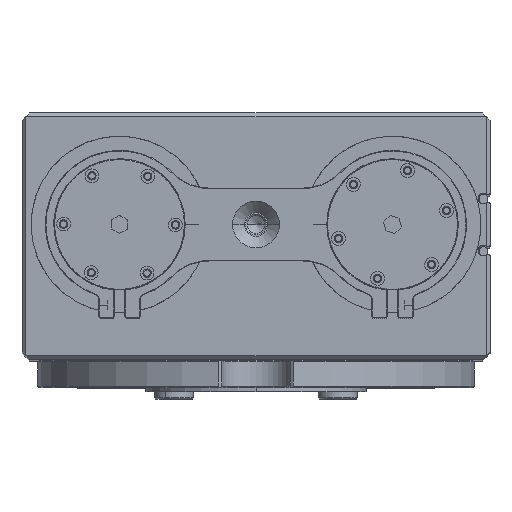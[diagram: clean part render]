
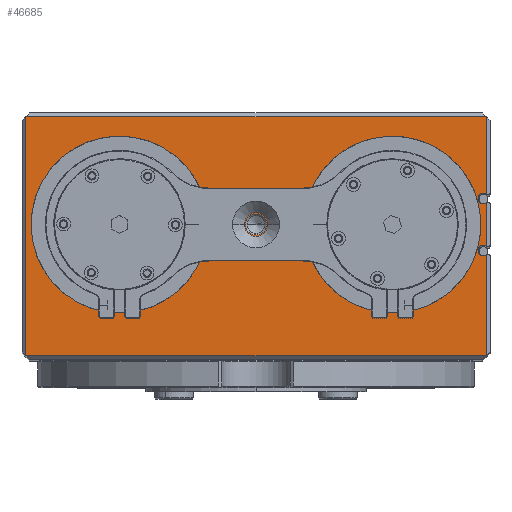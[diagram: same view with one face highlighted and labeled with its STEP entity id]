
A CAD part, top view. The second image highlights one B-rep face of the part: STEP entity #46685.
In plain terms, the highlighted planar face has unit normal (0, 0, 1).
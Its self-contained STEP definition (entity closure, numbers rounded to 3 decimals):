
#7 = ORIENTED_EDGE ( 'NONE', *, *, #7124, .T. ) ;
#24 = CARTESIAN_POINT ( 'NONE',  ( 88.5, 46., 166. ) ) ;
#153 = DIRECTION ( 'NONE',  ( 1., 0., 0. ) ) ;
#229 = CIRCLE ( 'NONE', #23765, 34. ) ;
#727 = LINE ( 'NONE', #40412, #18462 ) ;
#1434 = ORIENTED_EDGE ( 'NONE', *, *, #40965, .F. ) ;
#1986 = EDGE_CURVE ( 'NONE', #46905, #8024, #17045, .T. ) ;
#2188 = CIRCLE ( 'NONE', #32752, 4.025 ) ;
#3092 = CARTESIAN_POINT ( 'NONE',  ( -52.5, 4.5, 166. ) ) ;
#3326 = CARTESIAN_POINT ( 'NONE',  ( 88.5, -3.653, 166. ) ) ;
#3520 = CARTESIAN_POINT ( 'NONE',  ( 88.5, -7.347, 166. ) ) ;
#3923 = VECTOR ( 'NONE', #44980, 1000. ) ;
#4485 = CARTESIAN_POINT ( 'NONE',  ( -88.5, 0., 166. ) ) ;
#4490 = VERTEX_POINT ( 'NONE', #62193 ) ;
#4892 = FACE_BOUND ( 'NONE', #30657, .T. ) ;
#4935 = LINE ( 'NONE', #59164, #30537 ) ;
#5888 = CARTESIAN_POINT ( 'NONE',  ( 0., 4.5, 166. ) ) ;
#6952 = ORIENTED_EDGE ( 'NONE', *, *, #50507, .T. ) ;
#7124 = EDGE_CURVE ( 'NONE', #52911, #51013, #60831, .T. ) ;
#7421 = VERTEX_POINT ( 'NONE', #3520 ) ;
#7457 = AXIS2_PLACEMENT_3D ( 'NONE', #38747, #9259, #9046 ) ;
#7931 = ORIENTED_EDGE ( 'NONE', *, *, #32484, .T. ) ;
#8024 = VERTEX_POINT ( 'NONE', #43665 ) ;
#8072 = EDGE_LOOP ( 'NONE', ( #27740, #40287, #7, #30732, #23048, #7931, #6952, #20659 ) ) ;
#9046 = DIRECTION ( 'NONE',  ( -1., 0., 0. ) ) ;
#9259 = DIRECTION ( 'NONE',  ( 0., 0., 1. ) ) ;
#9842 = DIRECTION ( 'NONE',  ( 0., 1., 0. ) ) ;
#10957 = VERTEX_POINT ( 'NONE', #13670 ) ;
#11080 = CIRCLE ( 'NONE', #19487, 2.1 ) ;
#11204 = DIRECTION ( 'NONE',  ( 0., 0., 1. ) ) ;
#11260 = ORIENTED_EDGE ( 'NONE', *, *, #52210, .F. ) ;
#12026 = VERTEX_POINT ( 'NONE', #3326 ) ;
#12061 = CARTESIAN_POINT ( 'NONE',  ( 88.5, 16.347, 166. ) ) ;
#12761 = EDGE_CURVE ( 'NONE', #52296, #55920, #2188, .T. ) ;
#13381 = FACE_OUTER_BOUND ( 'NONE', #8072, .T. ) ;
#13433 = VERTEX_POINT ( 'NONE', #17371 ) ;
#13670 = CARTESIAN_POINT ( 'NONE',  ( 86.5, 4.5, 166. ) ) ;
#14077 = EDGE_CURVE ( 'NONE', #10957, #59267, #32264, .T. ) ;
#16176 = CARTESIAN_POINT ( 'NONE',  ( 87.5, 14.5, 166. ) ) ;
#16331 = CIRCLE ( 'NONE', #18468, 34. ) ;
#16409 = CARTESIAN_POINT ( 'NONE',  ( -18.5, 4.5, 166. ) ) ;
#16509 = DIRECTION ( 'NONE',  ( 0., 0., 1. ) ) ;
#17045 = LINE ( 'NONE', #4485, #3923 ) ;
#17371 = CARTESIAN_POINT ( 'NONE',  ( 88.5, 12.653, 166. ) ) ;
#18058 = CARTESIAN_POINT ( 'NONE',  ( 18.5, 4.5, 166. ) ) ;
#18462 = VECTOR ( 'NONE', #9842, 1000. ) ;
#18468 = AXIS2_PLACEMENT_3D ( 'NONE', #29993, #34991, #50131 ) ;
#18747 = DIRECTION ( 'NONE',  ( -1., 0., 0. ) ) ;
#19109 = AXIS2_PLACEMENT_3D ( 'NONE', #38482, #37814, #18747 ) ;
#19487 = AXIS2_PLACEMENT_3D ( 'NONE', #16176, #11204, #26144 ) ;
#20316 = EDGE_CURVE ( 'NONE', #29220, #4490, #16331, .T. ) ;
#20659 = ORIENTED_EDGE ( 'NONE', *, *, #36362, .F. ) ;
#21035 = DIRECTION ( 'NONE',  ( 1., 0., 0. ) ) ;
#22567 = CARTESIAN_POINT ( 'NONE',  ( 0., 46., 166. ) ) ;
#23048 = ORIENTED_EDGE ( 'NONE', *, *, #1986, .T. ) ;
#23480 = AXIS2_PLACEMENT_3D ( 'NONE', #5888, #16509, #21035 ) ;
#23496 = LINE ( 'NONE', #59940, #63709 ) ;
#23765 = AXIS2_PLACEMENT_3D ( 'NONE', #24927, #39722, #55018 ) ;
#24731 = DIRECTION ( 'NONE',  ( 0., 1., 0. ) ) ;
#24927 = CARTESIAN_POINT ( 'NONE',  ( 52.5, 4.5, 166. ) ) ;
#25569 = CARTESIAN_POINT ( 'NONE',  ( 4.025, 4.5, 166. ) ) ;
#25630 = LINE ( 'NONE', #22567, #57396 ) ;
#26027 = CARTESIAN_POINT ( 'NONE',  ( -88.5, 46., 166. ) ) ;
#26144 = DIRECTION ( 'NONE',  ( 1., 0., 0. ) ) ;
#27740 = ORIENTED_EDGE ( 'NONE', *, *, #55518, .T. ) ;
#29220 = VERTEX_POINT ( 'NONE', #16409 ) ;
#29428 = CIRCLE ( 'NONE', #63934, 34. ) ;
#29609 = DIRECTION ( 'NONE',  ( 0., 0., 1. ) ) ;
#29716 = VERTEX_POINT ( 'NONE', #41482 ) ;
#29993 = CARTESIAN_POINT ( 'NONE',  ( -52.5, 4.5, 166. ) ) ;
#30479 = CARTESIAN_POINT ( 'NONE',  ( 0., 4.5, 166. ) ) ;
#30537 = VECTOR ( 'NONE', #24731, 1000. ) ;
#30657 = EDGE_LOOP ( 'NONE', ( #61060, #45360 ) ) ;
#30681 = CARTESIAN_POINT ( 'NONE',  ( 87.5, -5.5, 166. ) ) ;
#30732 = ORIENTED_EDGE ( 'NONE', *, *, #54533, .T. ) ;
#31238 = FACE_BOUND ( 'NONE', #58574, .T. ) ;
#32264 = CIRCLE ( 'NONE', #7457, 34. ) ;
#32273 = EDGE_LOOP ( 'NONE', ( #39958, #1434 ) ) ;
#32484 = EDGE_CURVE ( 'NONE', #8024, #29716, #23496, .T. ) ;
#32752 = AXIS2_PLACEMENT_3D ( 'NONE', #30479, #29609, #153 ) ;
#33219 = DIRECTION ( 'NONE',  ( -1., 0., 0. ) ) ;
#34336 = CARTESIAN_POINT ( 'NONE',  ( 88.5, 0., 166. ) ) ;
#34991 = DIRECTION ( 'NONE',  ( 0., 0., 1. ) ) ;
#36362 = EDGE_CURVE ( 'NONE', #12026, #7421, #51294, .T. ) ;
#37351 = EDGE_CURVE ( 'NONE', #4490, #29220, #29428, .T. ) ;
#37814 = DIRECTION ( 'NONE',  ( 0., 0., -1. ) ) ;
#38482 = CARTESIAN_POINT ( 'NONE',  ( 0., 0., 166. ) ) ;
#38747 = CARTESIAN_POINT ( 'NONE',  ( 52.5, 4.5, 166. ) ) ;
#39722 = DIRECTION ( 'NONE',  ( 0., 0., 1. ) ) ;
#39745 = DIRECTION ( 'NONE',  ( 0., 1., 0. ) ) ;
#39958 = ORIENTED_EDGE ( 'NONE', *, *, #12761, .F. ) ;
#40287 = ORIENTED_EDGE ( 'NONE', *, *, #46439, .F. ) ;
#40412 = CARTESIAN_POINT ( 'NONE',  ( 88.5, 0., 166. ) ) ;
#40965 = EDGE_CURVE ( 'NONE', #55920, #52296, #46924, .T. ) ;
#41482 = CARTESIAN_POINT ( 'NONE',  ( 88.5, -46., 166. ) ) ;
#43343 = CARTESIAN_POINT ( 'NONE',  ( -4.025, 4.5, 166. ) ) ;
#43646 = AXIS2_PLACEMENT_3D ( 'NONE', #30681, #50161, #55115 ) ;
#43665 = CARTESIAN_POINT ( 'NONE',  ( -88.5, -46., 166. ) ) ;
#44980 = DIRECTION ( 'NONE',  ( 0., -1., 0. ) ) ;
#45360 = ORIENTED_EDGE ( 'NONE', *, *, #20316, .F. ) ;
#45499 = ORIENTED_EDGE ( 'NONE', *, *, #14077, .F. ) ;
#45977 = FACE_BOUND ( 'NONE', #32273, .T. ) ;
#46182 = VECTOR ( 'NONE', #39745, 1000. ) ;
#46439 = EDGE_CURVE ( 'NONE', #52911, #13433, #11080, .T. ) ;
#46685 = ADVANCED_FACE ( 'NONE', ( #31238, #4892, #13381, #45977 ), #57730, .F. ) ;
#46905 = VERTEX_POINT ( 'NONE', #26027 ) ;
#46924 = CIRCLE ( 'NONE', #23480, 4.025 ) ;
#50131 = DIRECTION ( 'NONE',  ( -1., 0., 0. ) ) ;
#50161 = DIRECTION ( 'NONE',  ( 0., 0., 1. ) ) ;
#50507 = EDGE_CURVE ( 'NONE', #29716, #7421, #727, .T. ) ;
#51013 = VERTEX_POINT ( 'NONE', #24 ) ;
#51294 = CIRCLE ( 'NONE', #43646, 2.1 ) ;
#52210 = EDGE_CURVE ( 'NONE', #59267, #10957, #229, .T. ) ;
#52296 = VERTEX_POINT ( 'NONE', #25569 ) ;
#52911 = VERTEX_POINT ( 'NONE', #12061 ) ;
#54533 = EDGE_CURVE ( 'NONE', #51013, #46905, #25630, .T. ) ;
#55018 = DIRECTION ( 'NONE',  ( -1., 0., 0. ) ) ;
#55115 = DIRECTION ( 'NONE',  ( 1., 0., 0. ) ) ;
#55518 = EDGE_CURVE ( 'NONE', #12026, #13433, #4935, .T. ) ;
#55920 = VERTEX_POINT ( 'NONE', #43343 ) ;
#57396 = VECTOR ( 'NONE', #33219, 1000. ) ;
#57730 = PLANE ( 'NONE',  #19109 ) ;
#58263 = DIRECTION ( 'NONE',  ( 0., 0., 1. ) ) ;
#58574 = EDGE_LOOP ( 'NONE', ( #11260, #45499 ) ) ;
#59164 = CARTESIAN_POINT ( 'NONE',  ( 88.5, 0., 166. ) ) ;
#59267 = VERTEX_POINT ( 'NONE', #18058 ) ;
#59940 = CARTESIAN_POINT ( 'NONE',  ( 0., -46., 166. ) ) ;
#60142 = DIRECTION ( 'NONE',  ( 1., 0., 0. ) ) ;
#60831 = LINE ( 'NONE', #34336, #46182 ) ;
#61060 = ORIENTED_EDGE ( 'NONE', *, *, #37351, .F. ) ;
#62193 = CARTESIAN_POINT ( 'NONE',  ( -86.5, 4.5, 166. ) ) ;
#63189 = DIRECTION ( 'NONE',  ( -1., 0., 0. ) ) ;
#63709 = VECTOR ( 'NONE', #60142, 1000. ) ;
#63934 = AXIS2_PLACEMENT_3D ( 'NONE', #3092, #58263, #63189 ) ;
